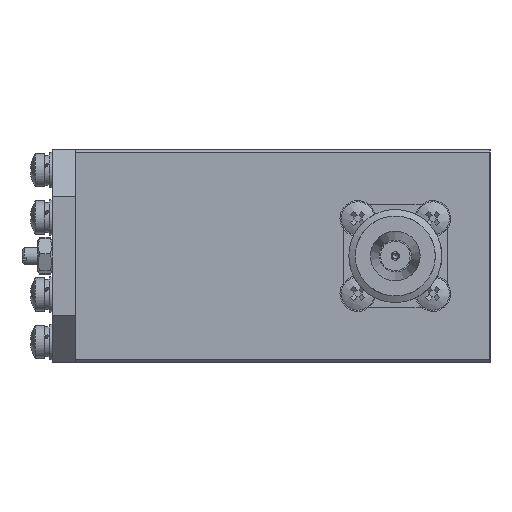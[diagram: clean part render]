
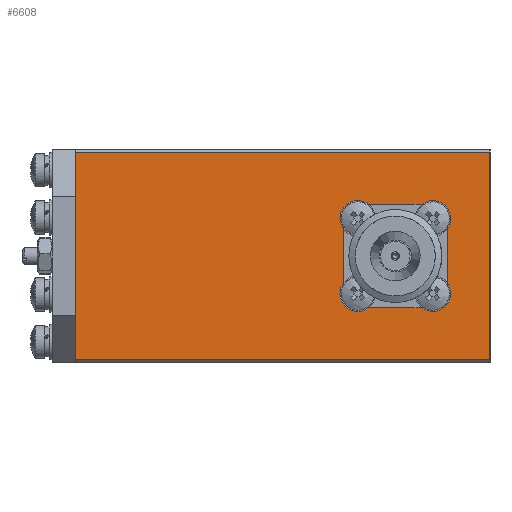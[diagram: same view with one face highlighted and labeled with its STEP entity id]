
A CAD part, left-side view. The second image highlights one B-rep face of the part: STEP entity #6608.
In plain terms, the highlighted planar face has unit normal (-1, 0, 0).
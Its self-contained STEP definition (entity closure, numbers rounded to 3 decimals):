
#6608=ADVANCED_FACE('',(#22546,#22548),#22550,.F.);
#22546=FACE_BOUND('',#22547,.T.);
#22547=EDGE_LOOP('',(#37388,#37389,#37390,#37391));
#22548=FACE_BOUND('',#22549,.T.);
#22549=EDGE_LOOP('',(#37392,#37393,#37394,#37395,#37396,#37397,#37398,#37399));
#22550=PLANE('',#22551);
#22551=AXIS2_PLACEMENT_3D('',#22552,#22553,#22554);
#22552=CARTESIAN_POINT('',(-70.5,70.,18.));
#22553=DIRECTION('',(1.,-0.,0.));
#22554=DIRECTION('',(0.,0.,-1.));
#37388=ORIENTED_EDGE('',*,*,#44937,.F.);
#37389=ORIENTED_EDGE('',*,*,#44941,.T.);
#37390=ORIENTED_EDGE('',*,*,#44932,.T.);
#37391=ORIENTED_EDGE('',*,*,#44942,.T.);
#37392=ORIENTED_EDGE('',*,*,#44943,.F.);
#37393=ORIENTED_EDGE('',*,*,#44944,.F.);
#37394=ORIENTED_EDGE('',*,*,#44945,.F.);
#37395=ORIENTED_EDGE('',*,*,#44946,.T.);
#37396=ORIENTED_EDGE('',*,*,#44947,.T.);
#37397=ORIENTED_EDGE('',*,*,#44948,.T.);
#37398=ORIENTED_EDGE('',*,*,#44949,.T.);
#37399=ORIENTED_EDGE('',*,*,#44950,.F.);
#44932=EDGE_CURVE('',#50848,#50846,#50849,.T.);
#44937=EDGE_CURVE('',#50855,#50857,#50858,.T.);
#44941=EDGE_CURVE('',#50855,#50848,#50864,.T.);
#44942=EDGE_CURVE('',#50846,#50857,#50865,.T.);
#44943=EDGE_CURVE('',#50866,#50867,#50868,.T.);
#44944=EDGE_CURVE('',#50869,#50866,#50870,.T.);
#44945=EDGE_CURVE('',#50871,#50869,#50872,.T.);
#44946=EDGE_CURVE('',#50871,#50873,#50874,.T.);
#44947=EDGE_CURVE('',#50873,#50875,#50876,.T.);
#44948=EDGE_CURVE('',#50875,#50877,#50878,.T.);
#44949=EDGE_CURVE('',#50877,#50879,#50880,.T.);
#44950=EDGE_CURVE('',#50867,#50879,#50881,.T.);
#50846=VERTEX_POINT('',#73337);
#50848=VERTEX_POINT('',#73341);
#50849=LINE('',#73342,#73343);
#50855=VERTEX_POINT('',#73356);
#50857=VERTEX_POINT('',#73360);
#50858=LINE('',#73361,#73362);
#50864=LINE('',#73375,#73376);
#50865=LINE('',#73378,#73379);
#50866=VERTEX_POINT('',#73381);
#50867=VERTEX_POINT('',#73382);
#50868=LINE('',#73383,#73384);
#50869=VERTEX_POINT('',#73386);
#50870=LINE('',#73387,#73388);
#50871=VERTEX_POINT('',#73390);
#50872=LINE('',#73391,#73392);
#50873=VERTEX_POINT('',#73394);
#50874=LINE('',#73395,#73396);
#50875=VERTEX_POINT('',#73398);
#50876=LINE('',#73399,#73400);
#50877=VERTEX_POINT('',#73402);
#50878=LINE('',#73403,#73404);
#50879=VERTEX_POINT('',#73406);
#50880=LINE('',#73407,#73408);
#50881=LINE('',#73410,#73411);
#73337=CARTESIAN_POINT('',(-70.5,0.,17.5));
#73341=CARTESIAN_POINT('',(-70.5,0.,-17.5));
#73342=CARTESIAN_POINT('',(-70.5,0.,-17.5));
#73343=VECTOR('',#73344,1.);
#73344=DIRECTION('',(0.,0.,1.));
#73356=CARTESIAN_POINT('',(-70.5,70.,-17.5));
#73360=CARTESIAN_POINT('',(-70.5,70.,17.5));
#73361=CARTESIAN_POINT('',(-70.5,70.,-17.5));
#73362=VECTOR('',#73363,1.);
#73363=DIRECTION('',(0.,0.,1.));
#73375=CARTESIAN_POINT('',(-70.5,70.,-17.5));
#73376=VECTOR('',#73377,1.);
#73377=DIRECTION('',(0.,-1.,0.));
#73378=CARTESIAN_POINT('',(-70.5,0.,17.5));
#73379=VECTOR('',#73380,1.);
#73380=DIRECTION('',(0.,1.,0.));
#73381=CARTESIAN_POINT('',(-70.5,7.25,-7.25));
#73382=CARTESIAN_POINT('',(-70.5,7.25,7.25));
#73383=CARTESIAN_POINT('',(-70.5,7.25,-7.25));
#73384=VECTOR('',#73385,1.);
#73385=DIRECTION('',(0.,0.,1.));
#73386=CARTESIAN_POINT('',(-70.5,8.75,-8.75));
#73387=CARTESIAN_POINT('',(-70.5,8.75,-8.75));
#73388=VECTOR('',#73389,1.);
#73389=DIRECTION('',(0.,-0.707,0.707));
#73390=CARTESIAN_POINT('',(-70.5,23.25,-8.75));
#73391=CARTESIAN_POINT('',(-70.5,23.25,-8.75));
#73392=VECTOR('',#73393,1.);
#73393=DIRECTION('',(0.,-1.,0.));
#73394=CARTESIAN_POINT('',(-70.5,24.75,-7.25));
#73395=CARTESIAN_POINT('',(-70.5,23.25,-8.75));
#73396=VECTOR('',#73397,1.);
#73397=DIRECTION('',(0.,0.707,0.707));
#73398=CARTESIAN_POINT('',(-70.5,24.75,7.25));
#73399=CARTESIAN_POINT('',(-70.5,24.75,-7.25));
#73400=VECTOR('',#73401,1.);
#73401=DIRECTION('',(0.,0.,1.));
#73402=CARTESIAN_POINT('',(-70.5,23.25,8.75));
#73403=CARTESIAN_POINT('',(-70.5,24.75,7.25));
#73404=VECTOR('',#73405,1.);
#73405=DIRECTION('',(0.,-0.707,0.707));
#73406=CARTESIAN_POINT('',(-70.5,8.75,8.75));
#73407=CARTESIAN_POINT('',(-70.5,23.25,8.75));
#73408=VECTOR('',#73409,1.);
#73409=DIRECTION('',(0.,-1.,0.));
#73410=CARTESIAN_POINT('',(-70.5,7.25,7.25));
#73411=VECTOR('',#73412,1.);
#73412=DIRECTION('',(0.,0.707,0.707));
